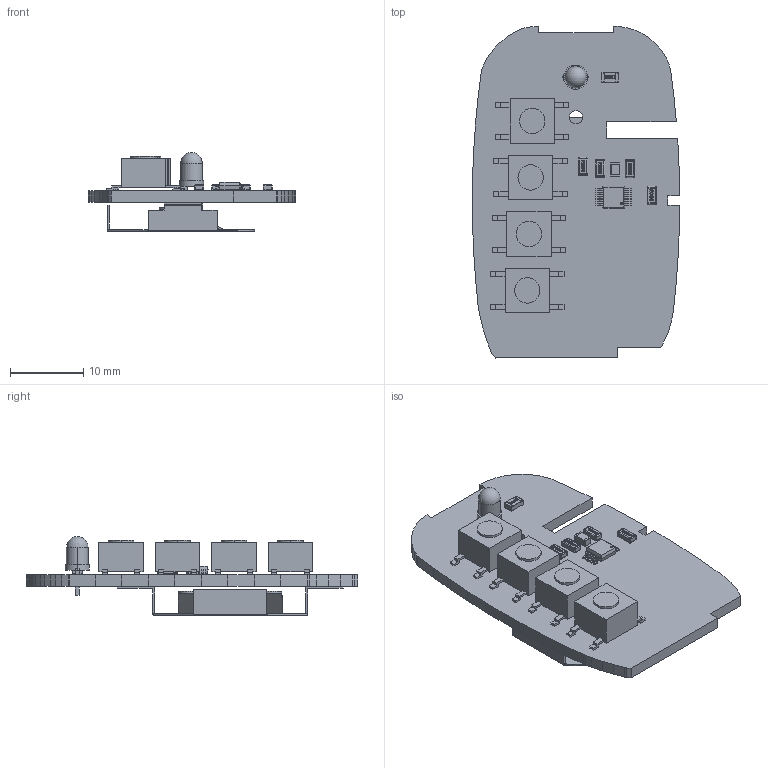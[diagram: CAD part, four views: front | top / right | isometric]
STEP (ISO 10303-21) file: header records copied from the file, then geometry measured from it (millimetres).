
FILE_DESCRIPTION(('Open CASCADE Model'),'2;1');
FILE_NAME('Open CASCADE Shape Model','2016-10-01T12:24:50',('Author'),( 'Open CASCADE'),'Open CASCADE STEP processor 6.5','Open CASCADE 6.5' ,'Unknown');
FILE_SCHEMA(('AUTOMOTIVE_DESIGN { 1 0 10303 214 1 1 1 1 }'));
Length unit declared in the file: millimetre
Products named in the file (41): PCB; Board; C1; User_Library-0805(2012M)_Cap; C2; C4; C5; L1; User_Library-Chip_Inductor_0805; LD1; SW3dPS-LEDd3R; SW3dPS-LEDd3R_Open_CASCADE_STEP_translator_6.2_627.1; SW3dPS-LEDd3R_352708944; SW3dPS-LEDd3R_Extruded5; SW3dPS-LEDd3R_352708560; SW3dPS-LEDd3R_Extruded; SW3dPS-LEDd3R_352709712; SW3dPS-LEDd3R_Extruded1; SW3dPS-LEDd3R_352476848; SW3dPS-LEDd3R_Cylinder1; SW3dPS-LEDd3R_352709328; SW3dPS-LEDd3R_Extruded2; SW3dPS-LEDd3R_352467328; SW3dPS-LEDd3R_Cylinder; SW3dPS-LEDd3R_352708816; SW3dPS-LEDd3R_Extruded3; SW3dPS-LEDd3R_352476512; SW3dPS-LEDd3R_Sphere; SW3dPS-LEDd3R_352709456; SW3dPS-LEDd3R_Extruded4; R1; User_Library-RES_2013-0805; S1; Microchave_-4,3mm_-051.00.003; S2; S3; S4; U1; User_Library-msop-10; CN1 ...
Assembly tree (50 placements, depth 6):
  PCB
    Board
    C1
      User_Library-0805(2012M)_Cap
    C2
      User_Library-0805(2012M)_Cap
    C4
      User_Library-0805(2012M)_Cap
    C5
      User_Library-0805(2012M)_Cap
    L1
      User_Library-Chip_Inductor_0805
    LD1
      SW3dPS-LEDd3R
        SW3dPS-LEDd3R_Open_CASCADE_STEP_translator_6.2_627.1
          SW3dPS-LEDd3R_352708944  x2
            SW3dPS-LEDd3R_Extruded5
          SW3dPS-LEDd3R_352708560  x2
            SW3dPS-LEDd3R_Extruded
          SW3dPS-LEDd3R_352709712
            SW3dPS-LEDd3R_Extruded1
          SW3dPS-LEDd3R_352476848
            SW3dPS-LEDd3R_Cylinder1
          SW3dPS-LEDd3R_352709328  x2
            SW3dPS-LEDd3R_Extruded2
          SW3dPS-LEDd3R_352467328
            SW3dPS-LEDd3R_Cylinder
          SW3dPS-LEDd3R_352708816  x2
            SW3dPS-LEDd3R_Extruded3
          SW3dPS-LEDd3R_352476512
            SW3dPS-LEDd3R_Sphere
          SW3dPS-LEDd3R_352709456
            SW3dPS-LEDd3R_Extruded4
    R1
      User_Library-RES_2013-0805
    S1
      Microchave_-4,3mm_-051.00.003
    S2
      Microchave_-4,3mm_-051.00.003
    S3
      Microchave_-4,3mm_-051.00.003
    S4
      Microchave_-4,3mm_-051.00.003
    U1
      User_Library-msop-10
    CN1
      SW3dPS-3002
Bounding box: 28.24 x 45.2 x 10.76 mm (x, y, z)
Volume: 2598.8 mm3; surface area: 4555.5 mm2
Topology: 37 solids, 37 shells, 1247 faces, 3215 edges, 2044 vertices
Faces by surface type: plane 745, bspline 295, cylinder 187, sphere 10, cone 10
Full cylindrical faces by diameter (mm): 0.902 x2, 1.8 x1
Entity records: 60084 total; most frequent: CARTESIAN_POINT 21175, DIRECTION 5866, LINE 3956, VECTOR 3956, ORIENTED_EDGE 3780, PCURVE 3780, DEFINITIONAL_REPRESENTATION 3780, EDGE_CURVE 1890
